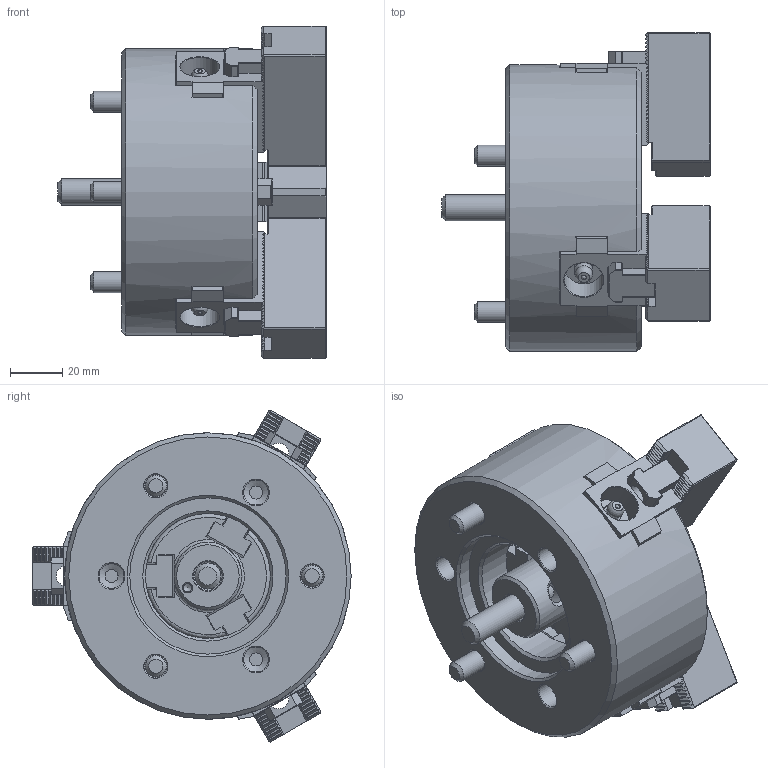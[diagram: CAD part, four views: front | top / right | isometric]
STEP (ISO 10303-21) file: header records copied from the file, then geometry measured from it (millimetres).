
FILE_DESCRIPTION(/* description */ ('Unknown'),/* implementation_level */ '2;1');
FILE_NAME(/* name */ 'N04-Solid',/* time_stamp */ '2019-08-14T15:43:05+01:00',/* author */ ('Unknown'),/* organization */ ('Unknown'),/* preprocessor_version */ 'ST-DEVELOPER v16.7',/* originating_system */ 'DEX',/* authorisation */ $);
FILE_SCHEMA (('AUTOMOTIVE_DESIGN {1 0 10303 214 3 1 1}'));
Products named in the file (1): N04-ASSY
Bounding box: 103 x 122.2 x 127.49 mm (x, y, z)
Volume: 505519.7 mm3; surface area: 141408.6 mm2
Topology: 20 solids, 20 shells, 2081 faces, 5885 edges, 3843 vertices
Faces by surface type: plane 1701, cylinder 175, cone 121, bspline 49, torus 29, sphere 6
Full cylindrical faces by diameter (mm): 1.5 x6, 1.9 x3, 2 x12, 2.621 x3, 3 x9, 3.2 x4, 5 x6, 6 x6, 6.3 x3, 8 x10, 8.5 x9, 9.5 x3, 10 x6, 11 x1, 13 x3, 13.5 x6, 14 x4, 14.5 x1, 15 x3, 26 x2, 48 x1, 60 x1, 110 x1
Entity records: 66919 total; most frequent: CARTESIAN_POINT 12829, ORIENTED_EDGE 11202, DIRECTION 10219, EDGE_CURVE 5601, LINE 4755, VECTOR 4755, VERTEX_POINT 3786, AXIS2_PLACEMENT_3D 2732
